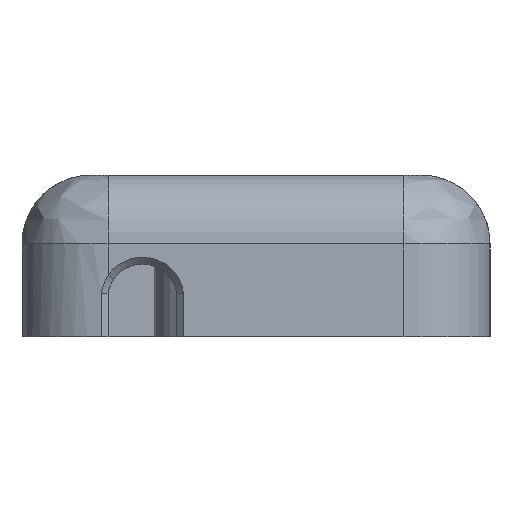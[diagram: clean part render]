
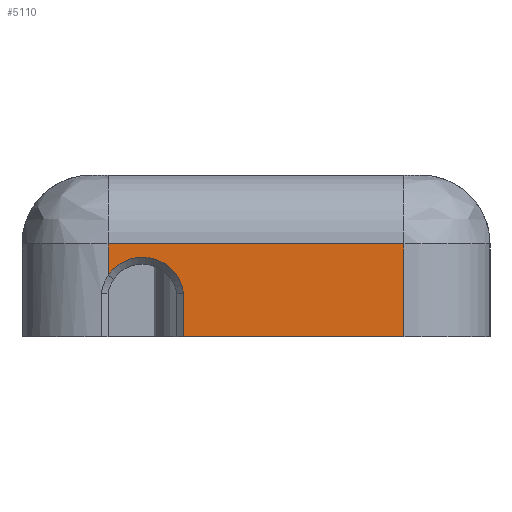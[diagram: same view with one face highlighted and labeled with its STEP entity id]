
A CAD part, left-side view. The second image highlights one B-rep face of the part: STEP entity #5110.
In plain terms, the highlighted planar face has unit normal (-1, 0, 0).
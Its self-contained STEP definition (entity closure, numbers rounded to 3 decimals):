
#290=CIRCLE('',#5429,2.422);
#461=FACE_OUTER_BOUND('',#756,.T.);
#756=EDGE_LOOP('',(#3445,#3446,#3447,#3448,#3449,#3450));
#1093=LINE('',#7084,#1597);
#1095=LINE('',#7121,#1599);
#1096=LINE('',#7126,#1600);
#1097=LINE('',#7128,#1601);
#1098=LINE('',#7129,#1602);
#1597=VECTOR('',#5846,10.);
#1599=VECTOR('',#5856,10.);
#1600=VECTOR('',#5863,10.);
#1601=VECTOR('',#5864,10.);
#1602=VECTOR('',#5865,10.);
#2104=VERTEX_POINT('',#7081);
#2105=VERTEX_POINT('',#7083);
#2106=VERTEX_POINT('',#7090);
#2108=VERTEX_POINT('',#7120);
#2109=VERTEX_POINT('',#7125);
#2110=VERTEX_POINT('',#7127);
#2625=EDGE_CURVE('',#2104,#2105,#1093,.T.);
#2627=EDGE_CURVE('',#2105,#2106,#290,.T.);
#2632=EDGE_CURVE('',#2106,#2108,#1095,.T.);
#2635=EDGE_CURVE('',#2109,#2104,#1096,.T.);
#2636=EDGE_CURVE('',#2109,#2110,#1097,.T.);
#2637=EDGE_CURVE('',#2108,#2110,#1098,.T.);
#3445=ORIENTED_EDGE('',*,*,#2627,.F.);
#3446=ORIENTED_EDGE('',*,*,#2625,.F.);
#3447=ORIENTED_EDGE('',*,*,#2635,.F.);
#3448=ORIENTED_EDGE('',*,*,#2636,.T.);
#3449=ORIENTED_EDGE('',*,*,#2637,.F.);
#3450=ORIENTED_EDGE('',*,*,#2632,.F.);
#4925=PLANE('',#5434);
#5110=ADVANCED_FACE('',(#461),#4925,.T.);
#5429=AXIS2_PLACEMENT_3D('',#7091,#5849,#5850);
#5434=AXIS2_PLACEMENT_3D('',#7124,#5861,#5862);
#5846=DIRECTION('',(0.,0.,1.));
#5849=DIRECTION('center_axis',(-1.,0.,0.));
#5850=DIRECTION('ref_axis',(0.,-0.989,0.146));
#5856=DIRECTION('',(0.,0.,1.));
#5861=DIRECTION('center_axis',(-1.,0.,0.));
#5862=DIRECTION('ref_axis',(0.,-1.,0.));
#5863=DIRECTION('',(0.,1.,0.));
#5864=DIRECTION('',(0.,0.,1.));
#5865=DIRECTION('',(0.,-1.,0.));
#7081=CARTESIAN_POINT('',(-6.6,14.2,1.57));
#7083=CARTESIAN_POINT('',(-6.6,14.2,4.098));
#7084=CARTESIAN_POINT('',(-6.6,14.2,2.82));
#7090=CARTESIAN_POINT('',(-6.6,18.6,5.141));
#7091=CARTESIAN_POINT('Origin',(-6.6,16.6,3.775));
#7120=CARTESIAN_POINT('',(-6.6,18.6,6.97));
#7121=CARTESIAN_POINT('',(-6.6,18.6,1.57));
#7124=CARTESIAN_POINT('Origin',(-6.6,18.6,1.57));
#7125=CARTESIAN_POINT('',(-6.6,1.4,1.57));
#7126=CARTESIAN_POINT('',(-6.6,1.4,1.57));
#7127=CARTESIAN_POINT('',(-6.6,1.4,6.97));
#7128=CARTESIAN_POINT('',(-6.6,1.4,1.57));
#7129=CARTESIAN_POINT('',(-6.6,14.3,6.97));
